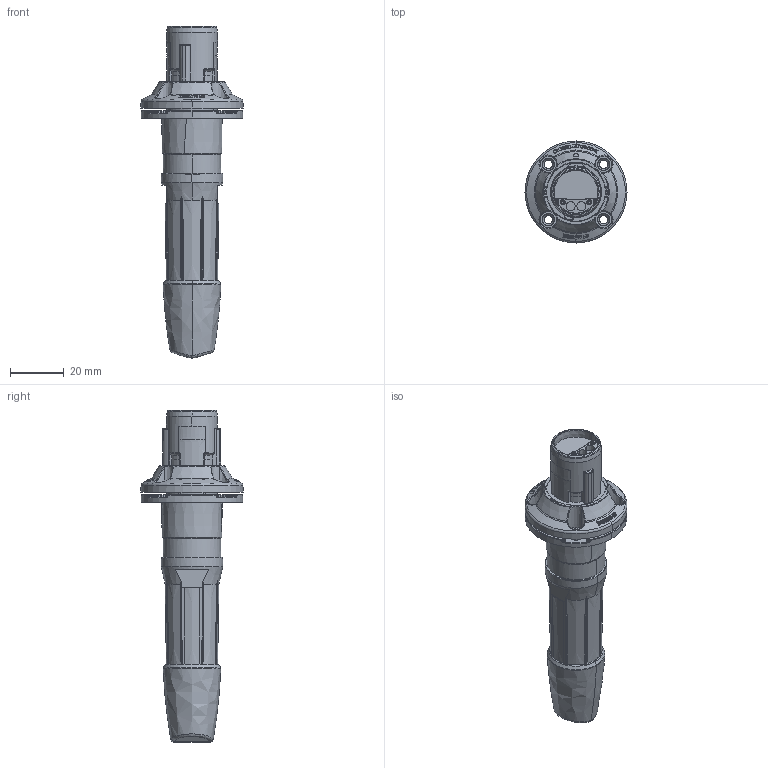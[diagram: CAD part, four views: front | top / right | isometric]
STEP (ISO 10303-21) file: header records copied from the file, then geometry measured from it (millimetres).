
FILE_DESCRIPTION((''),'2;1');
FILE_NAME('30008981','2022-05-11T12:18:27',('man'),(''),'CREO PARAMETRIC BY PTC INC, 2021184','CREO PARAMETRIC BY PTC INC, 2021184','');
FILE_SCHEMA(('CONFIG_CONTROL_DESIGN'));
Length unit declared in the file: millimetre
Products named in the file (1): 30008981
Bounding box: 38 x 38 x 123.59 mm (x, y, z)
Volume: 44223.8 mm3; surface area: 13040.2 mm2
Topology: 1 solids, 1 shells, 904 faces, 2175 edges, 1315 vertices
Faces by surface type: bspline 243, plane 202, cone 144, torus 139, cylinder 113, sphere 39, extrusion 24
Entity records: 38829 total; most frequent: CARTESIAN_POINT 19752, ORIENTED_EDGE 4350, DIRECTION 3443, EDGE_CURVE 2175, AXIS2_PLACEMENT_3D 1445, VERTEX_POINT 1315, EDGE_LOOP 962, FACE_OUTER_BOUND 904
